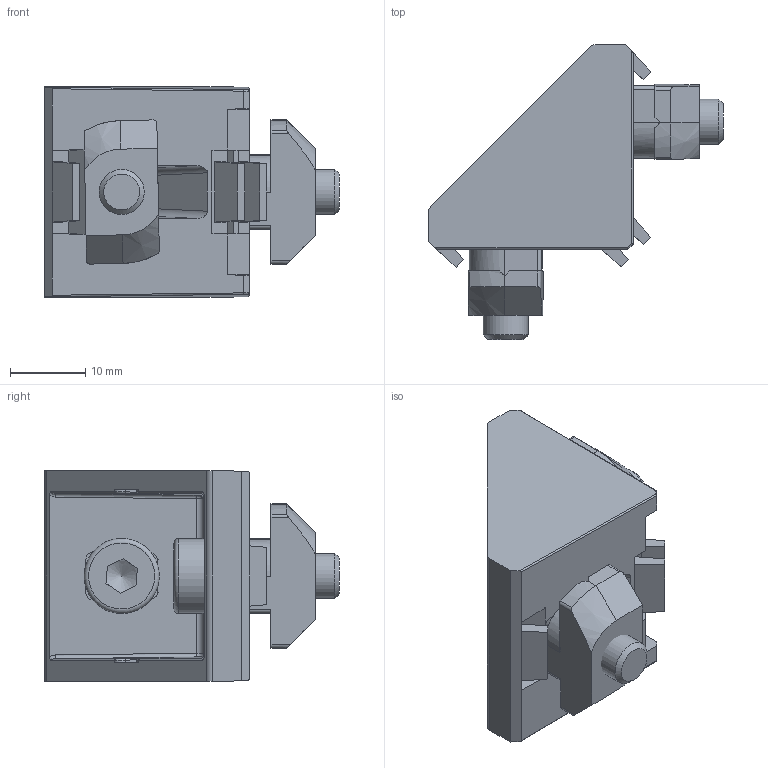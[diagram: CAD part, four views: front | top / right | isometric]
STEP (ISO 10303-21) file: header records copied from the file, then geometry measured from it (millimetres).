
FILE_DESCRIPTION(/* description */ (''),/* implementation_level */ '2;1');
FILE_NAME(/* name */ 'Syskomp 412523532 Winkel 30x30 10_10 inkl Bef.stp',/* time_stamp */ '2014-01-15T09:23:56+01:00',/* author */ ('mstrom'),/* organization */ (''),/* preprocessor_version */ 'ST-DEVELOPER v15.2',/* originating_system */ 'Autodesk Inventor 2014',/* authorisation */ '0 mm^3');
FILE_SCHEMA (('AUTOMOTIVE_DESIGN { 1 0 10303 214 3 1 1 }'));
Length unit declared in the file: millimetre
Products named in the file (4): Syskomp 482523525 Winkel 30x30; DIN 7984 - M6 x 18; Syskomp 412530285 Hammermutter N10 M6 verzinkt; Syskomp 412523532 Winkel 30x30 10_10 inkl Bef
Bounding box: 39.2 x 39.2 x 28 mm (x, y, z)
Volume: 11636.6 mm3; surface area: 7653.3 mm2
Topology: 5 solids, 5 shells, 209 faces, 546 edges, 350 vertices
Faces by surface type: plane 122, cylinder 61, bspline 14, cone 8, torus 4
Full cylindrical faces by diameter (mm): 4.917 x2, 6 x2, 10 x2
Entity records: 5516 total; most frequent: CARTESIAN_POINT 1390, ORIENTED_EDGE 842, DIRECTION 816, EDGE_CURVE 421, LINE 280, VECTOR 280, VERTEX_POINT 273, AXIS2_PLACEMENT_3D 268
